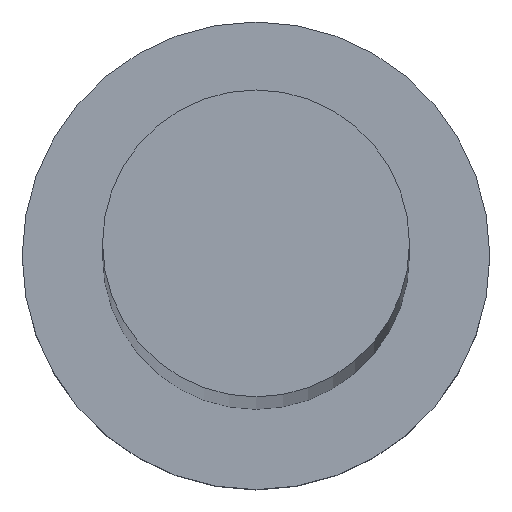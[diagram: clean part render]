
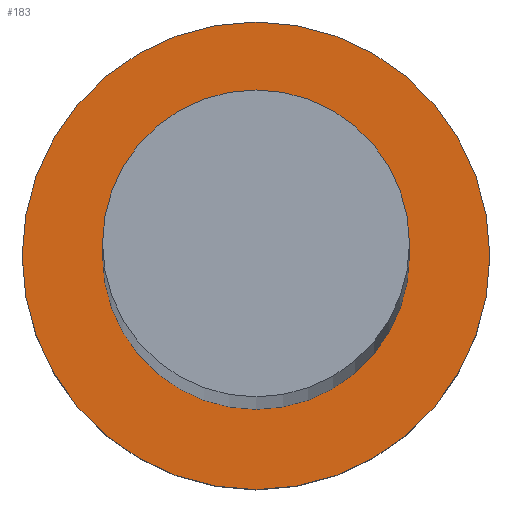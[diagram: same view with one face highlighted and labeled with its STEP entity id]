
A CAD part, top view. The second image highlights one B-rep face of the part: STEP entity #183.
In plain terms, the highlighted planar face has unit normal (0, 0, 1).
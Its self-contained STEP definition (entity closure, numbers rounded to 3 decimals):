
#8 = CARTESIAN_POINT ( 'NONE',  ( 0., 0., 6.5 ) ) ;
#24 = EDGE_LOOP ( 'NONE', ( #141, #174 ) ) ;
#32 = DIRECTION ( 'NONE',  ( 1., 0., 0. ) ) ;
#38 = DIRECTION ( 'NONE',  ( 0., 0., 1. ) ) ;
#40 = ORIENTED_EDGE ( 'NONE', *, *, #126, .T. ) ;
#46 = CARTESIAN_POINT ( 'NONE',  ( 5.25, 0., 6.5 ) ) ;
#62 = AXIS2_PLACEMENT_3D ( 'NONE', #8, #160, #242 ) ;
#81 = CARTESIAN_POINT ( 'NONE',  ( 0., 0., 6.5 ) ) ;
#82 = EDGE_CURVE ( 'NONE', #230, #218, #164, .T. ) ;
#84 = CARTESIAN_POINT ( 'NONE',  ( -8., 0., 6.5 ) ) ;
#88 = VERTEX_POINT ( 'NONE', #46 ) ;
#103 = CIRCLE ( 'NONE', #62, 8. ) ;
#109 = CIRCLE ( 'NONE', #203, 5.25 ) ;
#112 = CIRCLE ( 'NONE', #213, 5.25 ) ;
#126 = EDGE_CURVE ( 'NONE', #218, #230, #103, .T. ) ;
#133 = AXIS2_PLACEMENT_3D ( 'NONE', #184, #38, #144 ) ;
#141 = ORIENTED_EDGE ( 'NONE', *, *, #229, .F. ) ;
#143 = DIRECTION ( 'NONE',  ( 1., 0., 0. ) ) ;
#144 = DIRECTION ( 'NONE',  ( 1., 0., 0. ) ) ;
#145 = DIRECTION ( 'NONE',  ( 0., 0., 1. ) ) ;
#160 = DIRECTION ( 'NONE',  ( 0., 0., 1. ) ) ;
#162 = DIRECTION ( 'NONE',  ( 0., 0., 1. ) ) ;
#163 = CARTESIAN_POINT ( 'NONE',  ( 0., 0., 6.5 ) ) ;
#164 = CIRCLE ( 'NONE', #192, 8. ) ;
#169 = FACE_OUTER_BOUND ( 'NONE', #202, .T. ) ;
#170 = CARTESIAN_POINT ( 'NONE',  ( -5.25, 0., 6.5 ) ) ;
#171 = EDGE_CURVE ( 'NONE', #88, #252, #109, .T. ) ;
#174 = ORIENTED_EDGE ( 'NONE', *, *, #171, .F. ) ;
#183 = ADVANCED_FACE ( 'NONE', ( #207, #169 ), #250, .T. ) ;
#184 = CARTESIAN_POINT ( 'NONE',  ( 0., 0., 6.5 ) ) ;
#185 = DIRECTION ( 'NONE',  ( 0., 0., 1. ) ) ;
#192 = AXIS2_PLACEMENT_3D ( 'NONE', #81, #162, #143 ) ;
#202 = EDGE_LOOP ( 'NONE', ( #40, #253 ) ) ;
#203 = AXIS2_PLACEMENT_3D ( 'NONE', #163, #185, #32 ) ;
#205 = DIRECTION ( 'NONE',  ( 1., 0., 0. ) ) ;
#207 = FACE_BOUND ( 'NONE', #24, .T. ) ;
#213 = AXIS2_PLACEMENT_3D ( 'NONE', #248, #145, #205 ) ;
#218 = VERTEX_POINT ( 'NONE', #84 ) ;
#225 = CARTESIAN_POINT ( 'NONE',  ( 8., 0., 6.5 ) ) ;
#229 = EDGE_CURVE ( 'NONE', #252, #88, #112, .T. ) ;
#230 = VERTEX_POINT ( 'NONE', #225 ) ;
#242 = DIRECTION ( 'NONE',  ( 1., 0., 0. ) ) ;
#248 = CARTESIAN_POINT ( 'NONE',  ( 0., 0., 6.5 ) ) ;
#250 = PLANE ( 'NONE',  #133 ) ;
#252 = VERTEX_POINT ( 'NONE', #170 ) ;
#253 = ORIENTED_EDGE ( 'NONE', *, *, #82, .T. ) ;
